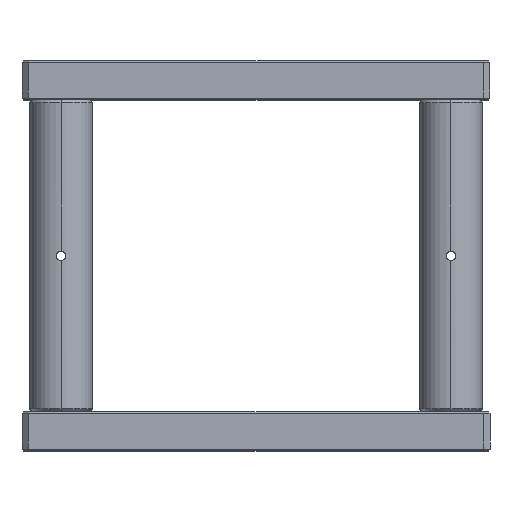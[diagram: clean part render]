
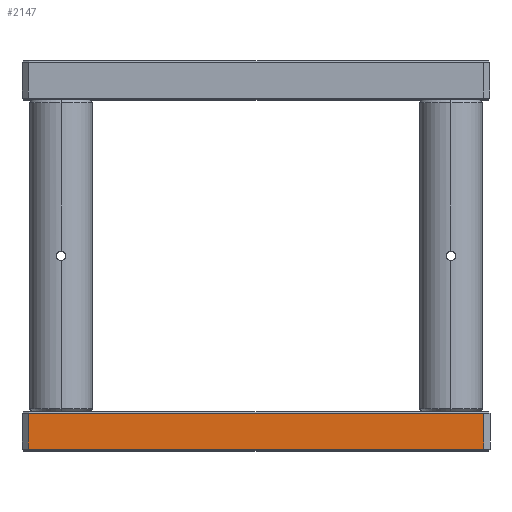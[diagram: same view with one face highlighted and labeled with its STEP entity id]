
A CAD part, top view. The second image highlights one B-rep face of the part: STEP entity #2147.
In plain terms, the highlighted planar face has unit normal (0, 0, 1).
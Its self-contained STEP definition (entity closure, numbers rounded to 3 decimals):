
#417 = LINE ( 'NONE', #2519, #4372 ) ;
#862 = VERTEX_POINT ( 'NONE', #5972 ) ;
#1648 = VERTEX_POINT ( 'NONE', #9103 ) ;
#1836 = VECTOR ( 'NONE', #5931, 1000. ) ;
#1874 = DIRECTION ( 'NONE',  ( -1., 0., 0. ) ) ;
#2037 = VERTEX_POINT ( 'NONE', #6432 ) ;
#2147 = ADVANCED_FACE ( 'NONE', ( #9455 ), #4740, .F. ) ;
#2519 = CARTESIAN_POINT ( 'NONE',  ( -90.899, 36.822, 200. ) ) ;
#2761 = CARTESIAN_POINT ( 'NONE',  ( -90.899, 36.822, 200. ) ) ;
#2776 = CARTESIAN_POINT ( 'NONE',  ( -92.899, 37.322, 200. ) ) ;
#3056 = LINE ( 'NONE', #9880, #12023 ) ;
#4372 = VECTOR ( 'NONE', #7363, 1000. ) ;
#4740 = PLANE ( 'NONE',  #10233 ) ;
#5034 = EDGE_CURVE ( 'NONE', #2037, #862, #10349, .T. ) ;
#5346 = VECTOR ( 'NONE', #11368, 1000. ) ;
#5451 = EDGE_CURVE ( 'NONE', #7441, #1648, #11393, .T. ) ;
#5931 = DIRECTION ( 'NONE',  ( 0., 1., 0. ) ) ;
#5972 = CARTESIAN_POINT ( 'NONE',  ( 55.101, 36.822, 200. ) ) ;
#6082 = EDGE_LOOP ( 'NONE', ( #6606, #7891, #8001, #6534 ) ) ;
#6432 = CARTESIAN_POINT ( 'NONE',  ( 55.101, 25.322, 200. ) ) ;
#6534 = ORIENTED_EDGE ( 'NONE', *, *, #8641, .T. ) ;
#6606 = ORIENTED_EDGE ( 'NONE', *, *, #5451, .T. ) ;
#6894 = DIRECTION ( 'NONE',  ( 1., 0., 0. ) ) ;
#7363 = DIRECTION ( 'NONE',  ( -1., 0., 0. ) ) ;
#7441 = VERTEX_POINT ( 'NONE', #2761 ) ;
#7891 = ORIENTED_EDGE ( 'NONE', *, *, #11812, .T. ) ;
#8001 = ORIENTED_EDGE ( 'NONE', *, *, #5034, .T. ) ;
#8641 = EDGE_CURVE ( 'NONE', #862, #7441, #417, .T. ) ;
#9103 = CARTESIAN_POINT ( 'NONE',  ( -90.899, 25.322, 200. ) ) ;
#9455 = FACE_OUTER_BOUND ( 'NONE', #6082, .T. ) ;
#9492 = CARTESIAN_POINT ( 'NONE',  ( -90.899, 37.322, 200. ) ) ;
#9621 = DIRECTION ( 'NONE',  ( 0., 0., -1. ) ) ;
#9880 = CARTESIAN_POINT ( 'NONE',  ( -92.899, 25.322, 200. ) ) ;
#10233 = AXIS2_PLACEMENT_3D ( 'NONE', #2776, #9621, #1874 ) ;
#10349 = LINE ( 'NONE', #10879, #1836 ) ;
#10879 = CARTESIAN_POINT ( 'NONE',  ( 55.101, 37.322, 200. ) ) ;
#11368 = DIRECTION ( 'NONE',  ( 0., -1., 0. ) ) ;
#11393 = LINE ( 'NONE', #9492, #5346 ) ;
#11812 = EDGE_CURVE ( 'NONE', #1648, #2037, #3056, .T. ) ;
#12023 = VECTOR ( 'NONE', #6894, 1000. ) ;
